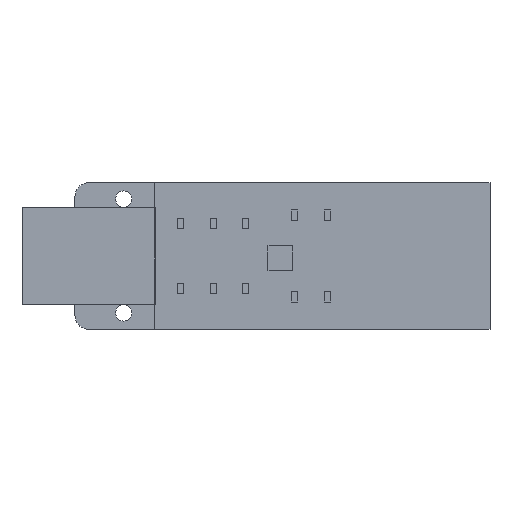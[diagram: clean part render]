
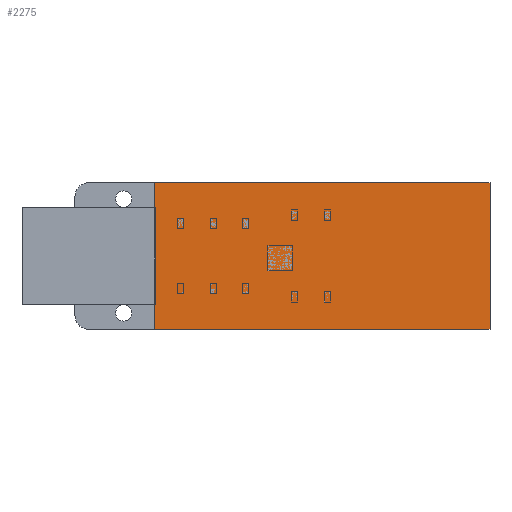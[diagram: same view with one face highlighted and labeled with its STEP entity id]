
A CAD part, top view. The second image highlights one B-rep face of the part: STEP entity #2275.
In plain terms, the highlighted planar face has unit normal (0, 0, 1).
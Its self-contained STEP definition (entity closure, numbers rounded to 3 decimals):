
#230=PLANE('',#2604);
#338=FACE_OUTER_BOUND('',#570,.T.);
#570=EDGE_LOOP('',(#1940,#1941,#1942,#1943));
#682=LINE('',#3770,#832);
#685=LINE('',#3776,#835);
#688=LINE('',#3782,#838);
#691=LINE('',#3786,#841);
#832=VECTOR('',#3155,10.);
#835=VECTOR('',#3160,10.);
#838=VECTOR('',#3165,10.);
#841=VECTOR('',#3170,10.);
#1176=VERTEX_POINT('',#3767);
#1177=VERTEX_POINT('',#3769);
#1179=VERTEX_POINT('',#3775);
#1181=VERTEX_POINT('',#3781);
#1434=EDGE_CURVE('',#1177,#1176,#682,.T.);
#1437=EDGE_CURVE('',#1179,#1177,#685,.T.);
#1440=EDGE_CURVE('',#1181,#1179,#688,.T.);
#1443=EDGE_CURVE('',#1176,#1181,#691,.T.);
#1940=ORIENTED_EDGE('',*,*,#1443,.T.);
#1941=ORIENTED_EDGE('',*,*,#1440,.T.);
#1942=ORIENTED_EDGE('',*,*,#1437,.T.);
#1943=ORIENTED_EDGE('',*,*,#1434,.T.);
#2275=ADVANCED_FACE('',(#338),#230,.T.);
#2604=AXIS2_PLACEMENT_3D('',#3787,#3171,#3172);
#3155=DIRECTION('',(-1.,0.,0.));
#3160=DIRECTION('',(0.,1.,0.));
#3165=DIRECTION('',(1.,0.,0.));
#3170=DIRECTION('',(0.,-1.,0.));
#3171=DIRECTION('center_axis',(0.,0.,1.));
#3172=DIRECTION('ref_axis',(1.,0.,0.));
#3767=CARTESIAN_POINT('',(-1.524,22.86,0.1));
#3769=CARTESIAN_POINT('',(50.8,22.86,0.1));
#3770=CARTESIAN_POINT('',(50.8,22.86,0.1));
#3775=CARTESIAN_POINT('',(50.8,0.,0.1));
#3776=CARTESIAN_POINT('',(50.8,0.,0.1));
#3781=CARTESIAN_POINT('',(-1.524,0.,0.1));
#3782=CARTESIAN_POINT('',(-1.524,0.,0.1));
#3786=CARTESIAN_POINT('',(-1.524,22.86,0.1));
#3787=CARTESIAN_POINT('Origin',(24.638,11.43,0.1));
